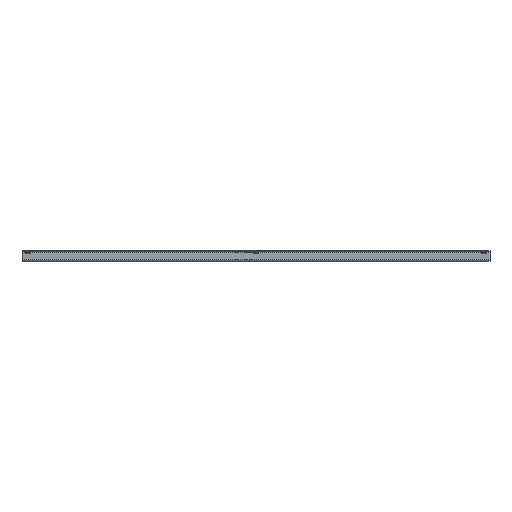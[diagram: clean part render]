
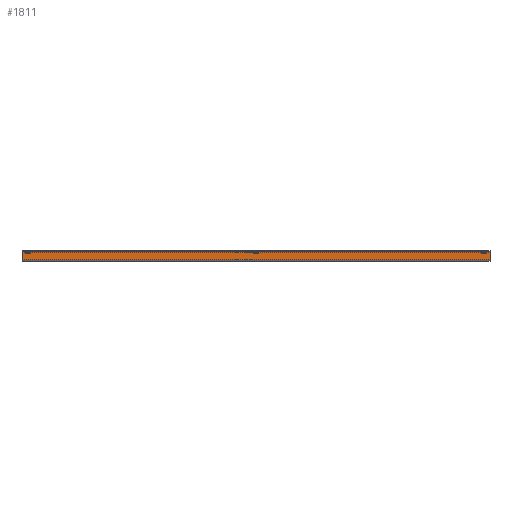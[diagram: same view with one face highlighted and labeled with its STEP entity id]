
A CAD part, left-side view. The second image highlights one B-rep face of the part: STEP entity #1811.
In plain terms, the highlighted planar face has unit normal (-1, 0, 0).
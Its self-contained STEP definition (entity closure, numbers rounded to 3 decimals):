
#104 = DIRECTION ( 'NONE',  ( 0., 0., 1. ) ) ;
#215 = EDGE_CURVE ( 'NONE', #9118, #2139, #8663, .T. ) ;
#836 = EDGE_CURVE ( 'NONE', #1645, #7992, #3577, .T. ) ;
#856 = VECTOR ( 'NONE', #1313, 1000. ) ;
#1036 = CARTESIAN_POINT ( 'NONE',  ( -1.5, 461.5, 3.375 ) ) ;
#1313 = DIRECTION ( 'NONE',  ( 0., -1., 0. ) ) ;
#1584 = EDGE_CURVE ( 'NONE', #9118, #1645, #4635, .T. ) ;
#1645 = VERTEX_POINT ( 'NONE', #8521 ) ;
#1720 = PLANE ( 'NONE',  #3807 ) ;
#1782 = EDGE_LOOP ( 'NONE', ( #5511, #7079, #9893, #4227 ) ) ;
#1811 = ADVANCED_FACE ( 'NONE', ( #3763 ), #1720, .F. ) ;
#2139 = VERTEX_POINT ( 'NONE', #9611 ) ;
#2433 = CARTESIAN_POINT ( 'NONE',  ( -1.5, 461.5, 0. ) ) ;
#2553 = VECTOR ( 'NONE', #8313, 1000. ) ;
#2616 = VECTOR ( 'NONE', #104, 1000. ) ;
#2870 = LINE ( 'NONE', #8260, #856 ) ;
#3294 = CARTESIAN_POINT ( 'NONE',  ( -1.5, 461.5, 0. ) ) ;
#3577 = LINE ( 'NONE', #8090, #9268 ) ;
#3763 = FACE_OUTER_BOUND ( 'NONE', #1782, .T. ) ;
#3807 = AXIS2_PLACEMENT_3D ( 'NONE', #2433, #7873, #8616 ) ;
#3885 = CARTESIAN_POINT ( 'NONE',  ( -1.5, -461.5, 17.625 ) ) ;
#4227 = ORIENTED_EDGE ( 'NONE', *, *, #1584, .T. ) ;
#4635 = LINE ( 'NONE', #6012, #2553 ) ;
#5511 = ORIENTED_EDGE ( 'NONE', *, *, #836, .T. ) ;
#6012 = CARTESIAN_POINT ( 'NONE',  ( -1.5, 461.5, 3.375 ) ) ;
#7079 = ORIENTED_EDGE ( 'NONE', *, *, #8762, .F. ) ;
#7269 = DIRECTION ( 'NONE',  ( 0., 0., 1. ) ) ;
#7873 = DIRECTION ( 'NONE',  ( 1., 0., 0. ) ) ;
#7992 = VERTEX_POINT ( 'NONE', #3885 ) ;
#8090 = CARTESIAN_POINT ( 'NONE',  ( -1.5, -461.5, 0. ) ) ;
#8260 = CARTESIAN_POINT ( 'NONE',  ( -1.5, 461.5, 17.625 ) ) ;
#8313 = DIRECTION ( 'NONE',  ( 0., -1., 0. ) ) ;
#8521 = CARTESIAN_POINT ( 'NONE',  ( -1.5, -461.5, 3.375 ) ) ;
#8616 = DIRECTION ( 'NONE',  ( 0., 0., -1. ) ) ;
#8663 = LINE ( 'NONE', #3294, #2616 ) ;
#8762 = EDGE_CURVE ( 'NONE', #2139, #7992, #2870, .T. ) ;
#9118 = VERTEX_POINT ( 'NONE', #1036 ) ;
#9268 = VECTOR ( 'NONE', #7269, 1000. ) ;
#9611 = CARTESIAN_POINT ( 'NONE',  ( -1.5, 461.5, 17.625 ) ) ;
#9893 = ORIENTED_EDGE ( 'NONE', *, *, #215, .F. ) ;
